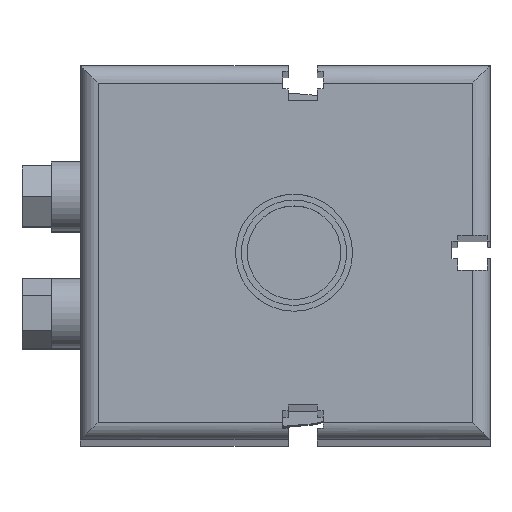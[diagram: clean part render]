
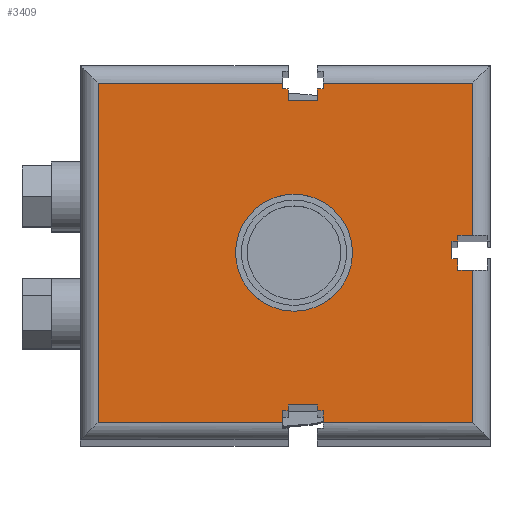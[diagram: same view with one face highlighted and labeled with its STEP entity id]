
A CAD part, top view. The second image highlights one B-rep face of the part: STEP entity #3409.
In plain terms, the highlighted planar face has unit normal (0, 0, 1).
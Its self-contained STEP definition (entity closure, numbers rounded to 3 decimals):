
#56=DIRECTION('',(0.,-1.,0.));
#57=VECTOR('',#56,1.);
#58=CARTESIAN_POINT('',(-2.5,-26.,0.));
#59=LINE('',#58,#57);
#64=DIRECTION('',(-1.,0.,0.));
#65=VECTOR('',#64,1.);
#66=CARTESIAN_POINT('',(-2.5,-27.,0.));
#67=LINE('',#66,#65);
#71=DIRECTION('',(0.,-1.,0.));
#72=VECTOR('',#71,2.);
#73=CARTESIAN_POINT('',(-3.5,-27.,0.));
#74=LINE('',#73,#72);
#78=DIRECTION('',(1.,0.,0.));
#79=VECTOR('',#78,31.5);
#80=CARTESIAN_POINT('',(-35.,-29.,0.));
#81=LINE('',#80,#79);
#85=DIRECTION('',(0.,-1.,0.));
#86=VECTOR('',#85,58.);
#87=CARTESIAN_POINT('',(-35.,29.,0.));
#88=LINE('',#87,#86);
#92=DIRECTION('',(-1.,0.,0.));
#93=VECTOR('',#92,31.5);
#94=CARTESIAN_POINT('',(-3.5,29.,0.));
#95=LINE('',#94,#93);
#99=DIRECTION('',(0.,-1.,0.));
#100=VECTOR('',#99,1.);
#101=CARTESIAN_POINT('',(-3.5,29.,0.));
#102=LINE('',#101,#100);
#106=DIRECTION('',(1.,0.,0.));
#107=VECTOR('',#106,1.);
#108=CARTESIAN_POINT('',(-3.5,28.,0.));
#109=LINE('',#108,#107);
#113=DIRECTION('',(1.,0.,0.));
#114=VECTOR('',#113,1.);
#115=CARTESIAN_POINT('',(2.5,28.,0.));
#116=LINE('',#115,#114);
#120=DIRECTION('',(0.,1.,0.));
#121=VECTOR('',#120,1.);
#122=CARTESIAN_POINT('',(3.5,28.,0.));
#123=LINE('',#122,#121);
#127=DIRECTION('',(-1.,0.,0.));
#128=VECTOR('',#127,25.5);
#129=CARTESIAN_POINT('',(29.,29.,0.));
#130=LINE('',#129,#128);
#134=DIRECTION('',(0.,1.,0.));
#135=VECTOR('',#134,26.);
#136=CARTESIAN_POINT('',(29.,3.,0.));
#137=LINE('',#136,#135);
#141=DIRECTION('',(-1.,0.,0.));
#142=VECTOR('',#141,2.5);
#143=CARTESIAN_POINT('',(29.,3.,0.));
#144=LINE('',#143,#142);
#148=DIRECTION('',(0.,-1.,0.));
#149=VECTOR('',#148,1.);
#150=CARTESIAN_POINT('',(26.5,3.,0.));
#151=LINE('',#150,#149);
#155=DIRECTION('',(-1.,0.,0.));
#156=VECTOR('',#155,1.);
#157=CARTESIAN_POINT('',(26.5,2.,0.));
#158=LINE('',#157,#156);
#162=DIRECTION('',(0.,-1.,0.));
#163=VECTOR('',#162,3.);
#164=CARTESIAN_POINT('',(25.5,2.,0.));
#165=LINE('',#164,#163);
#169=DIRECTION('',(1.,0.,0.));
#170=VECTOR('',#169,1.);
#171=CARTESIAN_POINT('',(25.5,-1.,0.));
#172=LINE('',#171,#170);
#176=DIRECTION('',(0.,1.,0.));
#177=VECTOR('',#176,26.);
#178=CARTESIAN_POINT('',(29.,-29.,0.));
#179=LINE('',#178,#177);
#183=DIRECTION('',(1.,0.,0.));
#184=VECTOR('',#183,25.5);
#185=CARTESIAN_POINT('',(3.5,-29.,0.));
#186=LINE('',#185,#184);
#190=DIRECTION('',(0.,1.,0.));
#191=VECTOR('',#190,2.);
#192=CARTESIAN_POINT('',(3.5,-29.,0.));
#193=LINE('',#192,#191);
#197=DIRECTION('',(-1.,0.,0.));
#198=VECTOR('',#197,1.);
#199=CARTESIAN_POINT('',(3.5,-27.,0.));
#200=LINE('',#199,#198);
#204=DIRECTION('',(0.,1.,0.));
#205=VECTOR('',#204,1.);
#206=CARTESIAN_POINT('',(2.5,-27.,0.));
#207=LINE('',#206,#205);
#211=DIRECTION('',(-1.,0.,0.));
#212=VECTOR('',#211,5.);
#213=CARTESIAN_POINT('',(2.5,-26.,0.));
#214=LINE('',#213,#212);
#218=CARTESIAN_POINT('',(-1.5,0.,0.));
#219=DIRECTION('',(0.,0.,1.));
#220=DIRECTION('',(1.,0.,0.));
#221=AXIS2_PLACEMENT_3D('',#218,#219,#220);
#226=CARTESIAN_POINT('',(-1.5,0.,0.));
#227=DIRECTION('',(0.,0.,1.));
#228=DIRECTION('',(-1.,0.,0.));
#229=AXIS2_PLACEMENT_3D('',#226,#227,#228);
#307=CARTESIAN_POINT('',(29.,-29.,0.));
#884=DIRECTION('',(0.,1.,0.));
#885=VECTOR('',#884,2.);
#886=CARTESIAN_POINT('',(-2.5,26.,0.));
#887=LINE('',#886,#885);
#905=DIRECTION('',(-1.,0.,0.));
#906=VECTOR('',#905,5.);
#907=CARTESIAN_POINT('',(2.5,26.,0.));
#908=LINE('',#907,#906);
#919=DIRECTION('',(0.,-1.,0.));
#920=VECTOR('',#919,2.);
#921=CARTESIAN_POINT('',(2.5,28.,0.));
#922=LINE('',#921,#920);
#1028=DIRECTION('',(-1.,0.,0.));
#1029=VECTOR('',#1028,2.5);
#1030=CARTESIAN_POINT('',(29.,-3.,0.));
#1031=LINE('',#1030,#1029);
#1267=CARTESIAN_POINT('',(29.,29.,0.));
#1321=DIRECTION('',(0.,1.,0.));
#1322=VECTOR('',#1321,2.);
#1323=CARTESIAN_POINT('',(26.5,-3.,0.));
#1324=LINE('',#1323,#1322);
#2895=CARTESIAN_POINT('',(-3.5,29.,0.));
#2896=CARTESIAN_POINT('',(-3.5,28.,0.));
#2897=VERTEX_POINT('',#2895);
#2898=VERTEX_POINT('',#2896);
#2899=CARTESIAN_POINT('',(-2.5,28.,0.));
#2900=VERTEX_POINT('',#2899);
#2901=CARTESIAN_POINT('',(2.5,28.,0.));
#2902=CARTESIAN_POINT('',(3.5,28.,0.));
#2903=VERTEX_POINT('',#2901);
#2904=VERTEX_POINT('',#2902);
#2905=CARTESIAN_POINT('',(3.5,29.,0.));
#2906=VERTEX_POINT('',#2905);
#2943=CARTESIAN_POINT('',(-2.5,26.,0.));
#2945=VERTEX_POINT('',#2943);
#2947=CARTESIAN_POINT('',(2.5,26.,0.));
#2949=VERTEX_POINT('',#2947);
#2951=CARTESIAN_POINT('',(26.5,3.,0.));
#2952=CARTESIAN_POINT('',(26.5,2.,0.));
#2953=VERTEX_POINT('',#2951);
#2954=VERTEX_POINT('',#2952);
#2955=CARTESIAN_POINT('',(25.5,2.,0.));
#2956=VERTEX_POINT('',#2955);
#2957=CARTESIAN_POINT('',(25.5,-1.,0.));
#2958=VERTEX_POINT('',#2957);
#2959=CARTESIAN_POINT('',(26.5,-1.,0.));
#2960=VERTEX_POINT('',#2959);
#2961=CARTESIAN_POINT('',(29.,3.,0.));
#2962=VERTEX_POINT('',#2961);
#2983=CARTESIAN_POINT('',(26.5,-3.,0.));
#2985=VERTEX_POINT('',#2983);
#3005=CARTESIAN_POINT('',(29.,-3.,0.));
#3006=VERTEX_POINT('',#3005);
#3007=CARTESIAN_POINT('',(-2.5,-26.,0.));
#3008=CARTESIAN_POINT('',(-2.5,-27.,0.));
#3009=VERTEX_POINT('',#3007);
#3010=VERTEX_POINT('',#3008);
#3011=CARTESIAN_POINT('',(-3.5,-27.,0.));
#3012=VERTEX_POINT('',#3011);
#3013=CARTESIAN_POINT('',(-3.5,-29.,0.));
#3014=VERTEX_POINT('',#3013);
#3015=CARTESIAN_POINT('',(3.5,-29.,0.));
#3016=CARTESIAN_POINT('',(3.5,-27.,0.));
#3017=VERTEX_POINT('',#3015);
#3018=VERTEX_POINT('',#3016);
#3019=CARTESIAN_POINT('',(2.5,-27.,0.));
#3020=VERTEX_POINT('',#3019);
#3021=CARTESIAN_POINT('',(2.5,-26.,0.));
#3022=VERTEX_POINT('',#3021);
#3063=CARTESIAN_POINT('',(7.5,0.,0.));
#3064=CARTESIAN_POINT('',(-10.5,0.,0.));
#3065=VERTEX_POINT('',#3063);
#3066=VERTEX_POINT('',#3064);
#3091=CARTESIAN_POINT('',(-35.,29.,0.));
#3092=CARTESIAN_POINT('',(-35.,-29.,0.));
#3093=VERTEX_POINT('',#3091);
#3094=VERTEX_POINT('',#3092);
#3111=VERTEX_POINT('',#1267);
#3112=VERTEX_POINT('',#307);
#3340=CARTESIAN_POINT('',(0.,0.,0.));
#3341=DIRECTION('',(0.,0.,1.));
#3342=DIRECTION('',(1.,0.,0.));
#3343=AXIS2_PLACEMENT_3D('',#3340,#3341,#3342);
#3344=PLANE('',#3343);
#3346=ORIENTED_EDGE('',*,*,#3345,.T.);
#3348=ORIENTED_EDGE('',*,*,#3347,.T.);
#3350=ORIENTED_EDGE('',*,*,#3349,.T.);
#3352=ORIENTED_EDGE('',*,*,#3351,.F.);
#3354=ORIENTED_EDGE('',*,*,#3353,.F.);
#3356=ORIENTED_EDGE('',*,*,#3355,.F.);
#3358=ORIENTED_EDGE('',*,*,#3357,.T.);
#3360=ORIENTED_EDGE('',*,*,#3359,.T.);
#3362=ORIENTED_EDGE('',*,*,#3361,.F.);
#3364=ORIENTED_EDGE('',*,*,#3363,.F.);
#3366=ORIENTED_EDGE('',*,*,#3365,.F.);
#3368=ORIENTED_EDGE('',*,*,#3367,.T.);
#3370=ORIENTED_EDGE('',*,*,#3369,.T.);
#3372=ORIENTED_EDGE('',*,*,#3371,.F.);
#3374=ORIENTED_EDGE('',*,*,#3373,.F.);
#3376=ORIENTED_EDGE('',*,*,#3375,.T.);
#3378=ORIENTED_EDGE('',*,*,#3377,.T.);
#3380=ORIENTED_EDGE('',*,*,#3379,.T.);
#3382=ORIENTED_EDGE('',*,*,#3381,.T.);
#3384=ORIENTED_EDGE('',*,*,#3383,.T.);
#3386=ORIENTED_EDGE('',*,*,#3385,.F.);
#3388=ORIENTED_EDGE('',*,*,#3387,.F.);
#3390=ORIENTED_EDGE('',*,*,#3389,.F.);
#3392=ORIENTED_EDGE('',*,*,#3391,.F.);
#3394=ORIENTED_EDGE('',*,*,#3393,.T.);
#3396=ORIENTED_EDGE('',*,*,#3395,.T.);
#3398=ORIENTED_EDGE('',*,*,#3397,.T.);
#3400=ORIENTED_EDGE('',*,*,#3399,.T.);
#3401=EDGE_LOOP('',(#3346,#3348,#3350,#3352,#3354,#3356,#3358,#3360,#3362,#3364,
#3366,#3368,#3370,#3372,#3374,#3376,#3378,#3380,#3382,#3384,#3386,#3388,#3390,
#3392,#3394,#3396,#3398,#3400));
#3402=FACE_OUTER_BOUND('',#3401,.F.);
#3404=ORIENTED_EDGE('',*,*,#3403,.T.);
#3406=ORIENTED_EDGE('',*,*,#3405,.T.);
#3407=EDGE_LOOP('',(#3404,#3406));
#3408=FACE_BOUND('',#3407,.F.);
#3409=ADVANCED_FACE('',(#3402,#3408),#3344,.T.);
#222=CIRCLE('',#221,9.);
#230=CIRCLE('',#229,9.);
#3345=EDGE_CURVE('',#3009,#3010,#59,.T.);
#3347=EDGE_CURVE('',#3010,#3012,#67,.T.);
#3349=EDGE_CURVE('',#3012,#3014,#74,.T.);
#3351=EDGE_CURVE('',#3094,#3014,#81,.T.);
#3353=EDGE_CURVE('',#3093,#3094,#88,.T.);
#3355=EDGE_CURVE('',#2897,#3093,#95,.T.);
#3357=EDGE_CURVE('',#2897,#2898,#102,.T.);
#3359=EDGE_CURVE('',#2898,#2900,#109,.T.);
#3361=EDGE_CURVE('',#2945,#2900,#887,.T.);
#3363=EDGE_CURVE('',#2949,#2945,#908,.T.);
#3365=EDGE_CURVE('',#2903,#2949,#922,.T.);
#3367=EDGE_CURVE('',#2903,#2904,#116,.T.);
#3369=EDGE_CURVE('',#2904,#2906,#123,.T.);
#3371=EDGE_CURVE('',#3111,#2906,#130,.T.);
#3373=EDGE_CURVE('',#2962,#3111,#137,.T.);
#3375=EDGE_CURVE('',#2962,#2953,#144,.T.);
#3377=EDGE_CURVE('',#2953,#2954,#151,.T.);
#3379=EDGE_CURVE('',#2954,#2956,#158,.T.);
#3381=EDGE_CURVE('',#2956,#2958,#165,.T.);
#3383=EDGE_CURVE('',#2958,#2960,#172,.T.);
#3385=EDGE_CURVE('',#2985,#2960,#1324,.T.);
#3387=EDGE_CURVE('',#3006,#2985,#1031,.T.);
#3389=EDGE_CURVE('',#3112,#3006,#179,.T.);
#3391=EDGE_CURVE('',#3017,#3112,#186,.T.);
#3393=EDGE_CURVE('',#3017,#3018,#193,.T.);
#3395=EDGE_CURVE('',#3018,#3020,#200,.T.);
#3397=EDGE_CURVE('',#3020,#3022,#207,.T.);
#3399=EDGE_CURVE('',#3022,#3009,#214,.T.);
#3403=EDGE_CURVE('',#3065,#3066,#222,.T.);
#3405=EDGE_CURVE('',#3066,#3065,#230,.T.);
